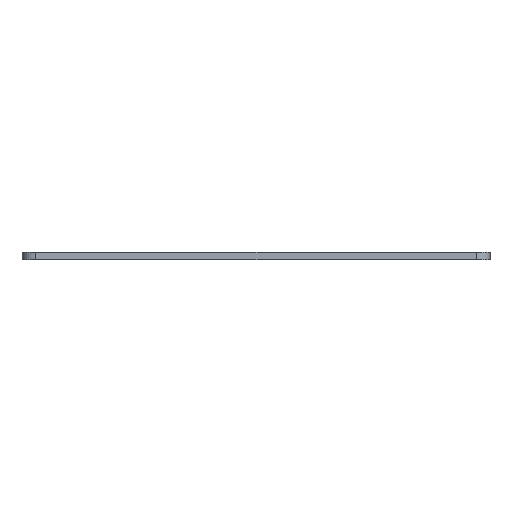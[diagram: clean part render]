
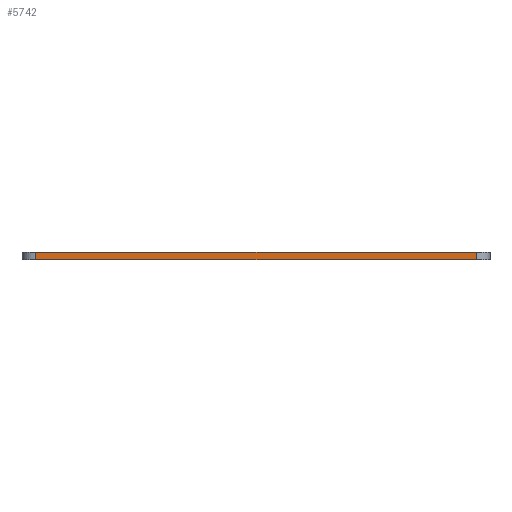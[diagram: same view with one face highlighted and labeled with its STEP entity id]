
A CAD part, front view. The second image highlights one B-rep face of the part: STEP entity #5742.
In plain terms, the highlighted planar face has unit normal (0, -1, 0).
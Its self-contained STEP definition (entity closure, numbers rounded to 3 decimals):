
#84 = PLANE('',#85);
#85 = AXIS2_PLACEMENT_3D('',#86,#87,#88);
#86 = CARTESIAN_POINT('',(147.1,-112.394,1.6));
#87 = DIRECTION('',(0.,0.,1.));
#88 = DIRECTION('',(1.,0.,-0.));
#139 = PLANE('',#140);
#140 = AXIS2_PLACEMENT_3D('',#141,#142,#143);
#141 = CARTESIAN_POINT('',(147.1,-112.394,0.));
#142 = DIRECTION('',(0.,0.,1.));
#143 = DIRECTION('',(1.,0.,-0.));
#391 = VERTEX_POINT('',#392);
#392 = CARTESIAN_POINT('',(99.7,-147.,0.));
#407 = CYLINDRICAL_SURFACE('',#408,3.);
#408 = AXIS2_PLACEMENT_3D('',#409,#410,#411);
#409 = CARTESIAN_POINT('',(99.7,-144.,0.));
#410 = DIRECTION('',(-0.,-0.,-1.));
#411 = DIRECTION('',(1.,0.,-0.));
#419 = EDGE_CURVE('',#391,#420,#422,.T.);
#420 = VERTEX_POINT('',#421);
#421 = CARTESIAN_POINT('',(194.5,-147.,0.));
#422 = SURFACE_CURVE('',#423,(#427,#434),.PCURVE_S1.);
#423 = LINE('',#424,#425);
#424 = CARTESIAN_POINT('',(99.7,-147.,0.));
#425 = VECTOR('',#426,1.);
#426 = DIRECTION('',(1.,0.,0.));
#427 = PCURVE('',#139,#428);
#428 = DEFINITIONAL_REPRESENTATION('',(#429),#433);
#429 = LINE('',#430,#431);
#430 = CARTESIAN_POINT('',(-47.4,-34.606));
#431 = VECTOR('',#432,1.);
#432 = DIRECTION('',(1.,0.));
#433 = ( GEOMETRIC_REPRESENTATION_CONTEXT(2) 
PARAMETRIC_REPRESENTATION_CONTEXT() REPRESENTATION_CONTEXT('2D SPACE',''
  ) );
#434 = PCURVE('',#435,#440);
#435 = PLANE('',#436);
#436 = AXIS2_PLACEMENT_3D('',#437,#438,#439);
#437 = CARTESIAN_POINT('',(99.7,-147.,0.));
#438 = DIRECTION('',(0.,1.,0.));
#439 = DIRECTION('',(1.,0.,0.));
#440 = DEFINITIONAL_REPRESENTATION('',(#441),#445);
#441 = LINE('',#442,#443);
#442 = CARTESIAN_POINT('',(0.,0.));
#443 = VECTOR('',#444,1.);
#444 = DIRECTION('',(1.,0.));
#445 = ( GEOMETRIC_REPRESENTATION_CONTEXT(2) 
PARAMETRIC_REPRESENTATION_CONTEXT() REPRESENTATION_CONTEXT('2D SPACE',''
  ) );
#464 = CYLINDRICAL_SURFACE('',#465,3.);
#465 = AXIS2_PLACEMENT_3D('',#466,#467,#468);
#466 = CARTESIAN_POINT('',(194.5,-144.,0.));
#467 = DIRECTION('',(-0.,-0.,-1.));
#468 = DIRECTION('',(1.,0.,-0.));
#3211 = VERTEX_POINT('',#3212);
#3212 = CARTESIAN_POINT('',(99.7,-147.,1.6));
#3234 = EDGE_CURVE('',#3211,#3235,#3237,.T.);
#3235 = VERTEX_POINT('',#3236);
#3236 = CARTESIAN_POINT('',(194.5,-147.,1.6));
#3237 = SURFACE_CURVE('',#3238,(#3242,#3249),.PCURVE_S1.);
#3238 = LINE('',#3239,#3240);
#3239 = CARTESIAN_POINT('',(99.7,-147.,1.6));
#3240 = VECTOR('',#3241,1.);
#3241 = DIRECTION('',(1.,0.,0.));
#3242 = PCURVE('',#84,#3243);
#3243 = DEFINITIONAL_REPRESENTATION('',(#3244),#3248);
#3244 = LINE('',#3245,#3246);
#3245 = CARTESIAN_POINT('',(-47.4,-34.606));
#3246 = VECTOR('',#3247,1.);
#3247 = DIRECTION('',(1.,0.));
#3248 = ( GEOMETRIC_REPRESENTATION_CONTEXT(2) 
PARAMETRIC_REPRESENTATION_CONTEXT() REPRESENTATION_CONTEXT('2D SPACE',''
  ) );
#3249 = PCURVE('',#435,#3250);
#3250 = DEFINITIONAL_REPRESENTATION('',(#3251),#3255);
#3251 = LINE('',#3252,#3253);
#3252 = CARTESIAN_POINT('',(0.,-1.6));
#3253 = VECTOR('',#3254,1.);
#3254 = DIRECTION('',(1.,0.));
#3255 = ( GEOMETRIC_REPRESENTATION_CONTEXT(2) 
PARAMETRIC_REPRESENTATION_CONTEXT() REPRESENTATION_CONTEXT('2D SPACE',''
  ) );
#5694 = EDGE_CURVE('',#391,#3211,#5695,.T.);
#5695 = SURFACE_CURVE('',#5696,(#5700,#5707),.PCURVE_S1.);
#5696 = LINE('',#5697,#5698);
#5697 = CARTESIAN_POINT('',(99.7,-147.,0.));
#5698 = VECTOR('',#5699,1.);
#5699 = DIRECTION('',(0.,0.,1.));
#5700 = PCURVE('',#407,#5701);
#5701 = DEFINITIONAL_REPRESENTATION('',(#5702),#5706);
#5702 = LINE('',#5703,#5704);
#5703 = CARTESIAN_POINT('',(-4.712,0.));
#5704 = VECTOR('',#5705,1.);
#5705 = DIRECTION('',(-0.,-1.));
#5706 = ( GEOMETRIC_REPRESENTATION_CONTEXT(2) 
PARAMETRIC_REPRESENTATION_CONTEXT() REPRESENTATION_CONTEXT('2D SPACE',''
  ) );
#5707 = PCURVE('',#435,#5708);
#5708 = DEFINITIONAL_REPRESENTATION('',(#5709),#5713);
#5709 = LINE('',#5710,#5711);
#5710 = CARTESIAN_POINT('',(0.,0.));
#5711 = VECTOR('',#5712,1.);
#5712 = DIRECTION('',(0.,-1.));
#5713 = ( GEOMETRIC_REPRESENTATION_CONTEXT(2) 
PARAMETRIC_REPRESENTATION_CONTEXT() REPRESENTATION_CONTEXT('2D SPACE',''
  ) );
#5742 = ADVANCED_FACE('',(#5743),#435,.F.);
#5743 = FACE_BOUND('',#5744,.F.);
#5744 = EDGE_LOOP('',(#5745,#5746,#5747,#5768));
#5745 = ORIENTED_EDGE('',*,*,#5694,.T.);
#5746 = ORIENTED_EDGE('',*,*,#3234,.T.);
#5747 = ORIENTED_EDGE('',*,*,#5748,.F.);
#5748 = EDGE_CURVE('',#420,#3235,#5749,.T.);
#5749 = SURFACE_CURVE('',#5750,(#5754,#5761),.PCURVE_S1.);
#5750 = LINE('',#5751,#5752);
#5751 = CARTESIAN_POINT('',(194.5,-147.,0.));
#5752 = VECTOR('',#5753,1.);
#5753 = DIRECTION('',(0.,0.,1.));
#5754 = PCURVE('',#435,#5755);
#5755 = DEFINITIONAL_REPRESENTATION('',(#5756),#5760);
#5756 = LINE('',#5757,#5758);
#5757 = CARTESIAN_POINT('',(94.8,0.));
#5758 = VECTOR('',#5759,1.);
#5759 = DIRECTION('',(0.,-1.));
#5760 = ( GEOMETRIC_REPRESENTATION_CONTEXT(2) 
PARAMETRIC_REPRESENTATION_CONTEXT() REPRESENTATION_CONTEXT('2D SPACE',''
  ) );
#5761 = PCURVE('',#464,#5762);
#5762 = DEFINITIONAL_REPRESENTATION('',(#5763),#5767);
#5763 = LINE('',#5764,#5765);
#5764 = CARTESIAN_POINT('',(-4.712,0.));
#5765 = VECTOR('',#5766,1.);
#5766 = DIRECTION('',(-0.,-1.));
#5767 = ( GEOMETRIC_REPRESENTATION_CONTEXT(2) 
PARAMETRIC_REPRESENTATION_CONTEXT() REPRESENTATION_CONTEXT('2D SPACE',''
  ) );
#5768 = ORIENTED_EDGE('',*,*,#419,.F.);
